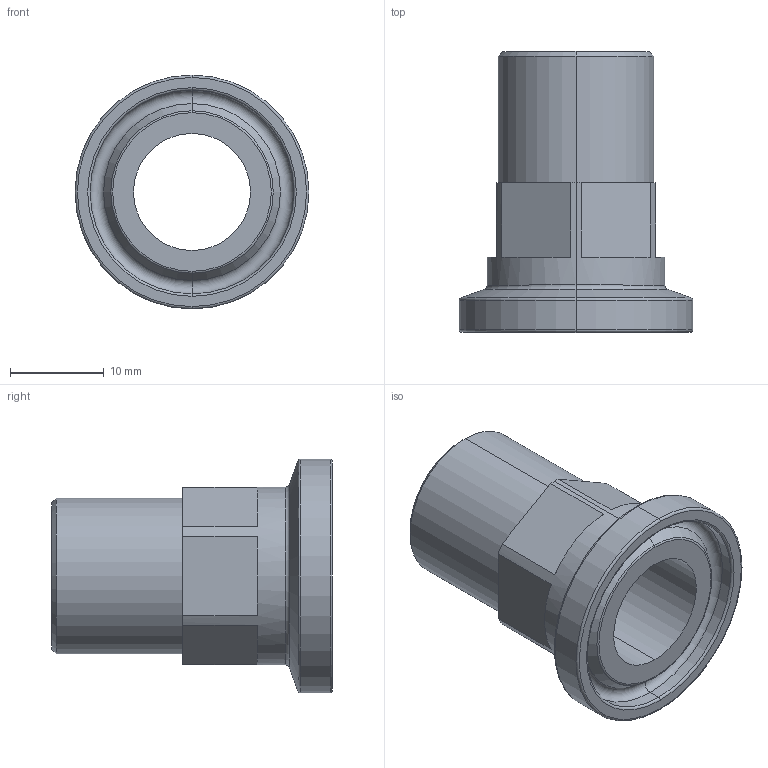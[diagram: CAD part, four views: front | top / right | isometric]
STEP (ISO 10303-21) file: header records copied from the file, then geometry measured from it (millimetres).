
FILE_DESCRIPTION (( 'STEP AP203' ), '1' );
FILE_NAME ('106.0375.025.STEP', '2021-12-15T15:47:47', ( '' ), ( '' ), 'SwSTEP 2.0', 'SolidWorks 2021', '' );
FILE_SCHEMA (( 'CONFIG_CONTROL_DESIGN' ));
Length unit declared in the file: millimetre
Products named in the file (1): 106.0375.025
Bounding box: 25 x 30 x 25 mm (x, y, z)
Volume: 4125.1 mm3; surface area: 3704.7 mm2
Topology: 1 solids, 1 shells, 44 faces, 100 edges, 60 vertices
Faces by surface type: plane 16, torus 12, cylinder 10, cone 6
Entity records: 1325 total; most frequent: DIRECTION 250, CARTESIAN_POINT 205, ORIENTED_EDGE 200, AXIS2_PLACEMENT_3D 105, EDGE_CURVE 100, CIRCLE 60, VERTEX_POINT 60, EDGE_LOOP 48
